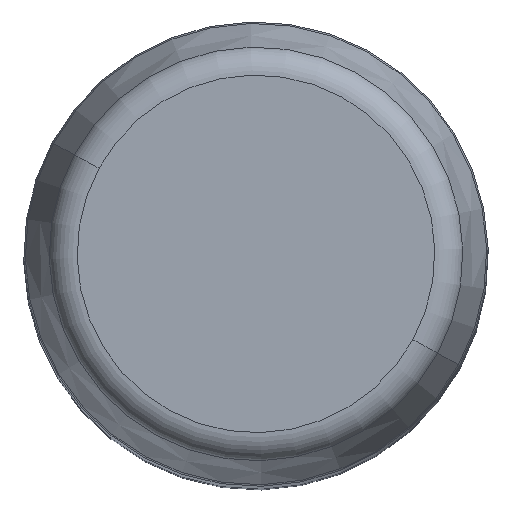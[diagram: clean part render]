
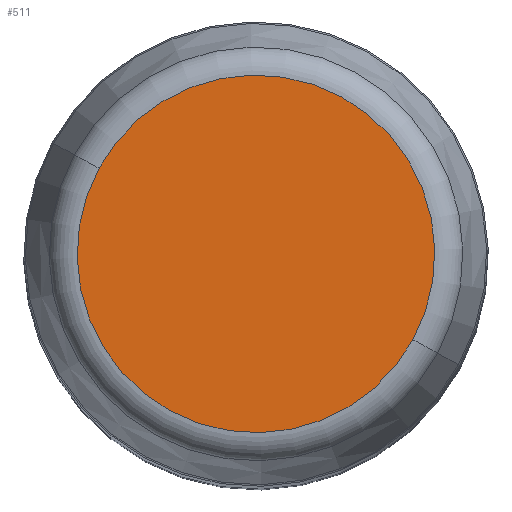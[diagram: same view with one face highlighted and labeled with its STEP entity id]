
A CAD part, top view. The second image highlights one B-rep face of the part: STEP entity #511.
In plain terms, the highlighted planar face has unit normal (0, 0, 1).
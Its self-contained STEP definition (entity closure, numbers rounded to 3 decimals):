
#488=CARTESIAN_POINT('Axis2P3D Location',(0.,0.,115.)) ;
#493=CARTESIAN_POINT('Axis2P3D Location',(0.,0.,115.)) ;
#497=CARTESIAN_POINT('Vertex',(-10.813,5.907,115.)) ;
#499=CARTESIAN_POINT('Vertex',(10.813,-5.907,115.)) ;
#502=CARTESIAN_POINT('Axis2P3D Location',(0.,0.,115.)) ;
#489=DIRECTION('Axis2P3D Direction',(0.,0.,-1.)) ;
#490=DIRECTION('Axis2P3D XDirection',(1.,0.,0.)) ;
#494=DIRECTION('Axis2P3D Direction',(0.,0.,-1.)) ;
#503=DIRECTION('Axis2P3D Direction',(0.,0.,-1.)) ;
#491=AXIS2_PLACEMENT_3D('Plane Axis2P3D',#488,#489,#490) ;
#495=AXIS2_PLACEMENT_3D('Circle Axis2P3D',#493,#494,$) ;
#504=AXIS2_PLACEMENT_3D('Circle Axis2P3D',#502,#503,$) ;
#508=ORIENTED_EDGE('',*,*,#501,.F.) ;
#509=ORIENTED_EDGE('',*,*,#506,.F.) ;
#511=ADVANCED_FACE('PartBody',(#510),#492,.F.) ;
#496=CIRCLE('generated circle',#495,12.322) ;
#505=CIRCLE('generated circle',#504,12.322) ;
#501=EDGE_CURVE('',#498,#500,#496,.T.) ;
#506=EDGE_CURVE('',#500,#498,#505,.T.) ;
#507=EDGE_LOOP('',(#508,#509)) ;
#510=FACE_OUTER_BOUND('',#507,.T.) ;
#492=PLANE('Plane',#491) ;
#498=VERTEX_POINT('',#497) ;
#500=VERTEX_POINT('',#499) ;
